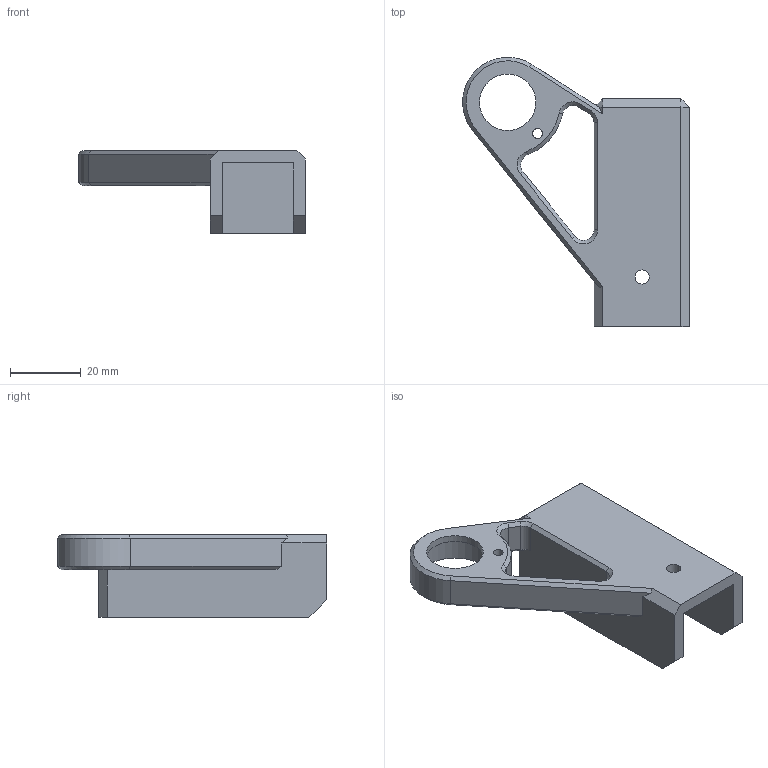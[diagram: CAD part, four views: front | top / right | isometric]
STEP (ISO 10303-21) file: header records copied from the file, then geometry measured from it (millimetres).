
FILE_DESCRIPTION(('FreeCAD Model'),'2;1');
FILE_NAME('Open CASCADE Shape Model','2022-11-17T18:37:15',('Author'),( ''),'Open CASCADE STEP processor 7.5','FreeCAD','Unknown');
FILE_SCHEMA(('AUTOMOTIVE_DESIGN { 1 0 10303 214 1 1 1 1 }'));
Length unit declared in the file: millimetre
Products named in the file (1): upper.joint (Mirror #1)
Bounding box: 64.25 x 76.22 x 23.5 mm (x, y, z)
Volume: 26765 mm3; surface area: 13479.4 mm2
Topology: 1 solids, 1 shells, 63 faces, 162 edges, 101 vertices
Faces by surface type: plane 40, cone 12, cylinder 11
Full cylindrical faces by diameter (mm): 2.8 x1, 4 x2, 16 x1
Entity records: 4091 total; most frequent: CARTESIAN_POINT 755, DIRECTION 637, LINE 416, VECTOR 416, ORIENTED_EDGE 324, PCURVE 324, DEFINITIONAL_REPRESENTATION 324, EDGE_CURVE 162
